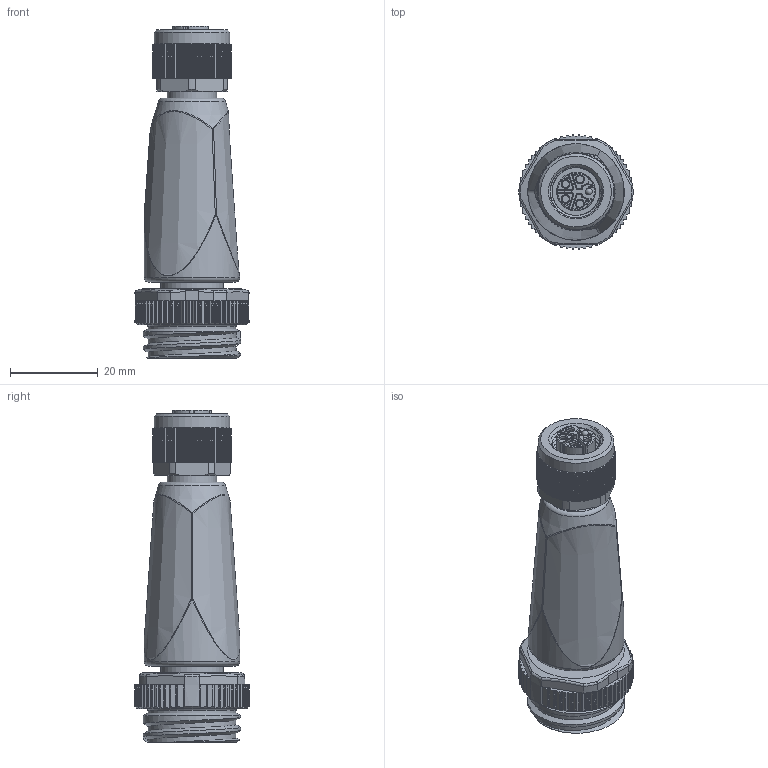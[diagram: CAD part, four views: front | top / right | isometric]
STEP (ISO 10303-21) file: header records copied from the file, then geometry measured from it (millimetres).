
FILE_DESCRIPTION(/* description */ (''),/* implementation_level */ '2;1');
FILE_NAME(/* name */ '79-2475-00-05-001_04.stp',/* time_stamp */ '2025-08-07T08:52:08+02:00',/* author */ (''),/* organization */ (''),/* preprocessor_version */ 'ST-DEVELOPER v18.102',/* originating_system */ 'SIEMENS PLM Software NX 2027',/* authorisation */ '');
FILE_SCHEMA (('AUTOMOTIVE_DESIGN { 1 0 10303 214 3 1 1 1 }'));
Length unit declared in the file: millimetre
Products named in the file (1): 04_objects
Bounding box: 25.98 x 25.97 x 75.58 mm (x, y, z)
Volume: 21260.3 mm3; surface area: 8049.2 mm2
Topology: 1 solids, 1 shells, 1170 faces, 3223 edges, 2093 vertices
Faces by surface type: cylinder 519, plane 507, cone 52, bspline 40, torus 24, extrusion 21, sphere 7
Full cylindrical faces by diameter (mm): 1.5 x1, 1.6 x4, 2 x5, 3 x5, 8.75 x1, 8.8 x1, 11.2 x1, 12 x1, 13.3 x1, 14.3 x1, 17.3 x1, 18.5 x1, 20 x1, 21.8 x1
Entity records: 42830 total; most frequent: CARTESIAN_POINT 14201, ORIENTED_EDGE 6254, DIRECTION 5602, EDGE_CURVE 3127, VERTEX_POINT 2063, AXIS2_PLACEMENT_3D 2055, VECTOR 1492, LINE 1471
